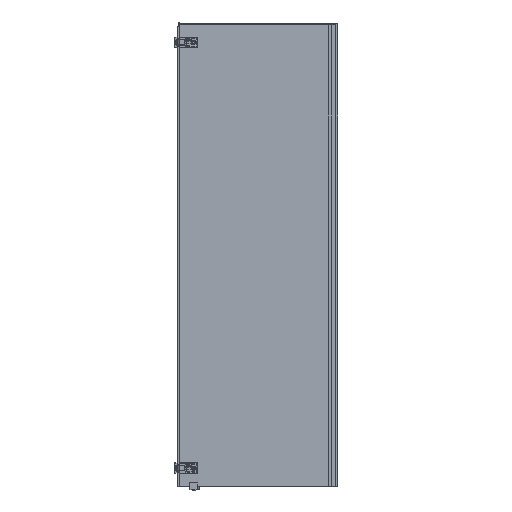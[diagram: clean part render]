
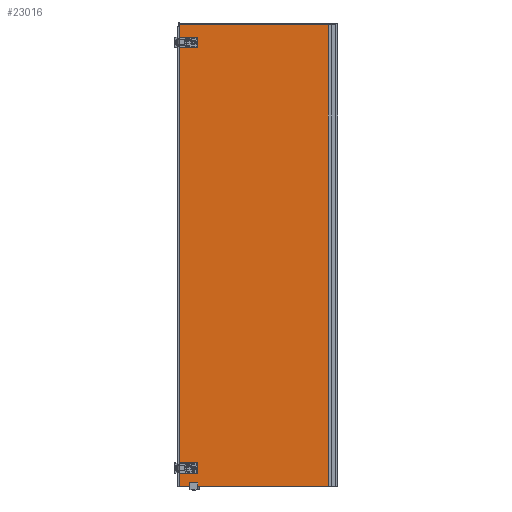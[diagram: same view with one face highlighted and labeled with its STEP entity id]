
A CAD part, left-side view. The second image highlights one B-rep face of the part: STEP entity #23016.
In plain terms, the highlighted face is planar.
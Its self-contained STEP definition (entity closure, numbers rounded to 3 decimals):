
#22178=CARTESIAN_POINT('',(371.,4.,-920.));
#22179=DIRECTION('',(0.,1.,0.));
#22180=DIRECTION('',(0.974,0.,-0.229));
#22181=AXIS2_PLACEMENT_3D('',#22178,#22179,#22180);
#22183=CARTESIAN_POINT('',(371.,4.,-920.));
#22184=DIRECTION('',(0.,1.,0.));
#22185=DIRECTION('',(-1.,0.,0.));
#22186=AXIS2_PLACEMENT_3D('',#22183,#22184,#22185);
#22188=CARTESIAN_POINT('',(371.,4.,-920.));
#22189=DIRECTION('',(0.,1.,0.));
#22190=DIRECTION('',(0.974,0.,0.229));
#22191=AXIS2_PLACEMENT_3D('',#22188,#22189,#22190);
#22193=CARTESIAN_POINT('',(371.,4.,-920.));
#22194=DIRECTION('',(0.,1.,0.));
#22195=DIRECTION('',(1.,0.,0.));
#22196=AXIS2_PLACEMENT_3D('',#22193,#22194,#22195);
#22198=CARTESIAN_POINT('',(371.,4.,920.));
#22199=DIRECTION('',(0.,1.,0.));
#22200=DIRECTION('',(0.974,0.,-0.229));
#22201=AXIS2_PLACEMENT_3D('',#22198,#22199,#22200);
#22203=CARTESIAN_POINT('',(371.,4.,920.));
#22204=DIRECTION('',(0.,1.,0.));
#22205=DIRECTION('',(-1.,0.,0.));
#22206=AXIS2_PLACEMENT_3D('',#22203,#22204,#22205);
#22208=CARTESIAN_POINT('',(371.,4.,920.));
#22209=DIRECTION('',(0.,1.,0.));
#22210=DIRECTION('',(0.974,0.,0.229));
#22211=AXIS2_PLACEMENT_3D('',#22208,#22209,#22210);
#22213=CARTESIAN_POINT('',(371.,4.,920.));
#22214=DIRECTION('',(0.,1.,0.));
#22215=DIRECTION('',(1.,0.,0.));
#22216=AXIS2_PLACEMENT_3D('',#22213,#22214,#22215);
#22218=DIRECTION('',(1.,0.,0.));
#22219=VECTOR('',#22218,673.);
#22220=CARTESIAN_POINT('',(-245.,4.,-999.));
#22221=LINE('',#22220,#22219);
#22222=CARTESIAN_POINT('',(428.,4.,-997.));
#22223=DIRECTION('',(0.,-1.,0.));
#22224=DIRECTION('',(0.,0.,-1.));
#22225=AXIS2_PLACEMENT_3D('',#22222,#22223,#22224);
#22227=CARTESIAN_POINT('',(418.5,4.,-926.));
#22228=DIRECTION('',(0.,1.,0.));
#22229=DIRECTION('',(0.,0.,-1.));
#22230=AXIS2_PLACEMENT_3D('',#22227,#22228,#22229);
#22232=DIRECTION('',(0.,0.,1.));
#22233=VECTOR('',#22232,12.);
#22234=CARTESIAN_POINT('',(405.5,4.,-926.));
#22235=LINE('',#22234,#22233);
#22236=CARTESIAN_POINT('',(418.5,4.,-914.));
#22237=DIRECTION('',(0.,1.,0.));
#22238=DIRECTION('',(-1.,0.,0.));
#22239=AXIS2_PLACEMENT_3D('',#22236,#22237,#22238);
#22241=DIRECTION('',(1.,0.,0.));
#22242=VECTOR('',#22241,11.5);
#22243=CARTESIAN_POINT('',(418.5,4.,-901.));
#22244=LINE('',#22243,#22242);
#22245=DIRECTION('',(0.,0.,1.));
#22246=VECTOR('',#22245,1802.);
#22247=CARTESIAN_POINT('',(430.,4.,-901.));
#22248=LINE('',#22247,#22246);
#22249=CARTESIAN_POINT('',(418.5,4.,914.));
#22250=DIRECTION('',(0.,1.,0.));
#22251=DIRECTION('',(0.,0.,-1.));
#22252=AXIS2_PLACEMENT_3D('',#22249,#22250,#22251);
#22254=DIRECTION('',(0.,0.,1.));
#22255=VECTOR('',#22254,12.);
#22256=CARTESIAN_POINT('',(405.5,4.,914.));
#22257=LINE('',#22256,#22255);
#22258=CARTESIAN_POINT('',(418.5,4.,926.));
#22259=DIRECTION('',(0.,1.,0.));
#22260=DIRECTION('',(-1.,0.,0.));
#22261=AXIS2_PLACEMENT_3D('',#22258,#22259,#22260);
#22263=DIRECTION('',(1.,0.,0.));
#22264=VECTOR('',#22263,11.5);
#22265=CARTESIAN_POINT('',(418.5,4.,939.));
#22266=LINE('',#22265,#22264);
#22267=CARTESIAN_POINT('',(428.,4.,997.));
#22268=DIRECTION('',(0.,-1.,0.));
#22269=DIRECTION('',(1.,0.,0.));
#22270=AXIS2_PLACEMENT_3D('',#22267,#22268,#22269);
#22272=DIRECTION('',(-1.,0.,0.));
#22273=VECTOR('',#22272,673.);
#22274=CARTESIAN_POINT('',(428.,4.,999.));
#22275=LINE('',#22274,#22273);
#22276=DIRECTION('',(0.,0.,1.));
#22277=VECTOR('',#22276,1998.);
#22278=CARTESIAN_POINT('',(-245.,4.,-999.));
#22279=LINE('',#22278,#22277);
#22546=DIRECTION('',(0.,0.,-1.));
#22547=VECTOR('',#22546,58.);
#22548=CARTESIAN_POINT('',(430.,4.,997.));
#22549=LINE('',#22548,#22547);
#22582=DIRECTION('',(1.,0.,0.));
#22583=VECTOR('',#22582,11.5);
#22584=CARTESIAN_POINT('',(418.5,4.,901.));
#22585=LINE('',#22584,#22583);
#22642=DIRECTION('',(1.,0.,0.));
#22643=VECTOR('',#22642,11.5);
#22644=CARTESIAN_POINT('',(418.5,4.,-939.));
#22645=LINE('',#22644,#22643);
#22658=DIRECTION('',(0.,0.,-1.));
#22659=VECTOR('',#22658,58.);
#22660=CARTESIAN_POINT('',(430.,4.,-939.));
#22661=LINE('',#22660,#22659);
#22678=CARTESIAN_POINT('',(428.,4.,
-999.));
#22679=VERTEX_POINT('',#22678);
#22680=CARTESIAN_POINT('',(430.,4.,-997.));
#22681=VERTEX_POINT('',#22680);
#22682=CARTESIAN_POINT('',(430.,4.,-939.));
#22683=VERTEX_POINT('',#22682);
#22684=CARTESIAN_POINT('',(418.5,4.,-939.));
#22685=VERTEX_POINT('',#22684);
#22686=CARTESIAN_POINT('',(405.5,4.,-926.));
#22687=VERTEX_POINT('',#22686);
#22688=CARTESIAN_POINT('',(405.5,4.,-914.));
#22689=VERTEX_POINT('',#22688);
#22690=CARTESIAN_POINT('',(418.5,4.,-901.));
#22691=VERTEX_POINT('',#22690);
#22692=CARTESIAN_POINT('',(430.,4.,-901.));
#22693=VERTEX_POINT('',#22692);
#22694=CARTESIAN_POINT('',(430.,4.,901.));
#22695=VERTEX_POINT('',#22694);
#22696=CARTESIAN_POINT('',(418.5,4.,901.));
#22697=VERTEX_POINT('',#22696);
#22698=CARTESIAN_POINT('',(405.5,4.,914.));
#22699=VERTEX_POINT('',#22698);
#22700=CARTESIAN_POINT('',(405.5,4.,926.));
#22701=VERTEX_POINT('',#22700);
#22702=CARTESIAN_POINT('',(418.5,4.,939.));
#22703=VERTEX_POINT('',#22702);
#22704=CARTESIAN_POINT('',(430.,4.,939.));
#22705=VERTEX_POINT('',#22704);
#22706=CARTESIAN_POINT('',(430.,4.,997.));
#22707=VERTEX_POINT('',#22706);
#22708=CARTESIAN_POINT('',(428.,4.,999.));
#22709=VERTEX_POINT('',#22708);
#22710=CARTESIAN_POINT('',(362.5,4.,-920.));
#22711=CARTESIAN_POINT('',(379.275,4.,-918.057));
#22712=VERTEX_POINT('',#22710);
#22713=VERTEX_POINT('',#22711);
#22714=CARTESIAN_POINT('',(379.275,4.,-921.943));
#22715=VERTEX_POINT('',#22714);
#22716=CARTESIAN_POINT('',(379.5,4.,-920.));
#22717=VERTEX_POINT('',#22716);
#22718=CARTESIAN_POINT('',(362.5,4.,920.));
#22719=CARTESIAN_POINT('',(379.275,4.,921.943));
#22720=VERTEX_POINT('',#22718);
#22721=VERTEX_POINT('',#22719);
#22722=CARTESIAN_POINT('',(379.275,4.,918.057));
#22723=VERTEX_POINT('',#22722);
#22724=CARTESIAN_POINT('',(379.5,4.,920.));
#22725=VERTEX_POINT('',#22724);
#22834=CARTESIAN_POINT('',(-245.,4.,-999.));
#22835=VERTEX_POINT('',#22834);
#22836=CARTESIAN_POINT('',(-245.,4.,999.));
#22837=VERTEX_POINT('',#22836);
#22956=CARTESIAN_POINT('',(431.,4.,-1000.));
#22957=DIRECTION('',(0.,1.,0.));
#22958=DIRECTION('',(-1.,0.,0.));
#22959=AXIS2_PLACEMENT_3D('',#22956,#22957,#22958);
#22960=PLANE('',#22959);
#22961=ORIENTED_EDGE('',*,*,#22870,.T.);
#22962=ORIENTED_EDGE('',*,*,#22886,.T.);
#22964=ORIENTED_EDGE('',*,*,#22963,.F.);
#22966=ORIENTED_EDGE('',*,*,#22965,.F.);
#22968=ORIENTED_EDGE('',*,*,#22967,.T.);
#22970=ORIENTED_EDGE('',*,*,#22969,.T.);
#22972=ORIENTED_EDGE('',*,*,#22971,.T.);
#22974=ORIENTED_EDGE('',*,*,#22973,.T.);
#22976=ORIENTED_EDGE('',*,*,#22975,.T.);
#22978=ORIENTED_EDGE('',*,*,#22977,.F.);
#22980=ORIENTED_EDGE('',*,*,#22979,.T.);
#22982=ORIENTED_EDGE('',*,*,#22981,.T.);
#22984=ORIENTED_EDGE('',*,*,#22983,.T.);
#22986=ORIENTED_EDGE('',*,*,#22985,.T.);
#22988=ORIENTED_EDGE('',*,*,#22987,.F.);
#22990=ORIENTED_EDGE('',*,*,#22989,.T.);
#22992=ORIENTED_EDGE('',*,*,#22991,.T.);
#22993=ORIENTED_EDGE('',*,*,#22941,.F.);
#22994=EDGE_LOOP('',(#22961,#22962,#22964,#22966,#22968,#22970,#22972,#22974,
#22976,#22978,#22980,#22982,#22984,#22986,#22988,#22990,#22992,#22993));
#22995=FACE_OUTER_BOUND('',#22994,.F.);
#22997=ORIENTED_EDGE('',*,*,#22996,.T.);
#22999=ORIENTED_EDGE('',*,*,#22998,.T.);
#23001=ORIENTED_EDGE('',*,*,#23000,.T.);
#23003=ORIENTED_EDGE('',*,*,#23002,.T.);
#23004=EDGE_LOOP('',(#22997,#22999,#23001,#23003));
#23005=FACE_BOUND('',#23004,.F.);
#23007=ORIENTED_EDGE('',*,*,#23006,.T.);
#23009=ORIENTED_EDGE('',*,*,#23008,.T.);
#23011=ORIENTED_EDGE('',*,*,#23010,.T.);
#23013=ORIENTED_EDGE('',*,*,#23012,.T.);
#23014=EDGE_LOOP('',(#23007,#23009,#23011,#23013));
#23015=FACE_BOUND('',#23014,.F.);
#22182=CIRCLE('',#22181,8.5);
#22187=CIRCLE('',#22186,8.5);
#22192=CIRCLE('',#22191,8.5);
#22197=CIRCLE('',#22196,8.5);
#22202=CIRCLE('',#22201,8.5);
#22207=CIRCLE('',#22206,8.5);
#22212=CIRCLE('',#22211,8.5);
#22217=CIRCLE('',#22216,8.5);
#22226=CIRCLE('',#22225,2.);
#22231=CIRCLE('',#22230,13.);
#22240=CIRCLE('',#22239,13.);
#22253=CIRCLE('',#22252,13.);
#22262=CIRCLE('',#22261,13.);
#22271=CIRCLE('',#22270,2.);
#22870=EDGE_CURVE('',#22835,#22679,#22221,.T.);
#22886=EDGE_CURVE('',#22679,#22681,#22226,.T.);
#22941=EDGE_CURVE('',#22835,#22837,#22279,.T.);
#22963=EDGE_CURVE('',#22683,#22681,#22661,.T.);
#22965=EDGE_CURVE('',#22685,#22683,#22645,.T.);
#22967=EDGE_CURVE('',#22685,#22687,#22231,.T.);
#22969=EDGE_CURVE('',#22687,#22689,#22235,.T.);
#22971=EDGE_CURVE('',#22689,#22691,#22240,.T.);
#22973=EDGE_CURVE('',#22691,#22693,#22244,.T.);
#22975=EDGE_CURVE('',#22693,#22695,#22248,.T.);
#22977=EDGE_CURVE('',#22697,#22695,#22585,.T.);
#22979=EDGE_CURVE('',#22697,#22699,#22253,.T.);
#22981=EDGE_CURVE('',#22699,#22701,#22257,.T.);
#22983=EDGE_CURVE('',#22701,#22703,#22262,.T.);
#22985=EDGE_CURVE('',#22703,#22705,#22266,.T.);
#22987=EDGE_CURVE('',#22707,#22705,#22549,.T.);
#22989=EDGE_CURVE('',#22707,#22709,#22271,.T.);
#22991=EDGE_CURVE('',#22709,#22837,#22275,.T.);
#22996=EDGE_CURVE('',#22723,#22720,#22202,.T.);
#22998=EDGE_CURVE('',#22720,#22721,#22207,.T.);
#23000=EDGE_CURVE('',#22721,#22725,#22212,.T.);
#23002=EDGE_CURVE('',#22725,#22723,#22217,.T.);
#23006=EDGE_CURVE('',#22715,#22712,#22182,.T.);
#23008=EDGE_CURVE('',#22712,#22713,#22187,.T.);
#23010=EDGE_CURVE('',#22713,#22717,#22192,.T.);
#23012=EDGE_CURVE('',#22717,#22715,#22197,.T.);
#23016=ADVANCED_FACE('',(#22995,#23005,#23015),#22960,.T.);
